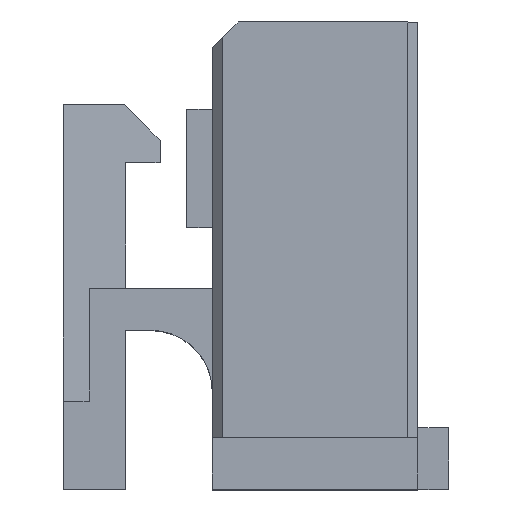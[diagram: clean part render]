
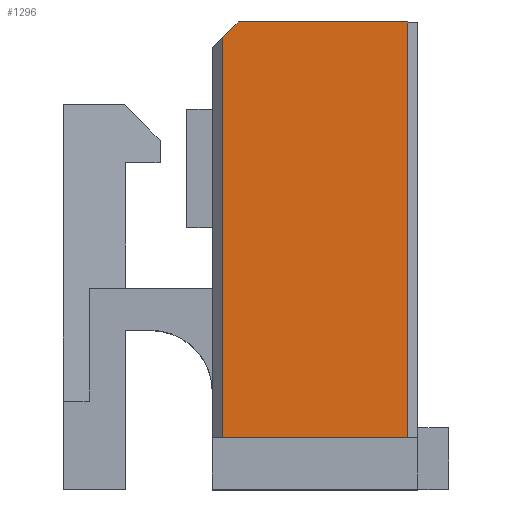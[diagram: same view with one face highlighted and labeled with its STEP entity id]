
A CAD part, top view. The second image highlights one B-rep face of the part: STEP entity #1296.
In plain terms, the highlighted planar face has unit normal (0, 0, 1).
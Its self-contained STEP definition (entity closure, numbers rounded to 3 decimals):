
#197 = ORIENTED_EDGE ( 'NONE', *, *, #3162, .F. ) ;
#383 = EDGE_CURVE ( 'NONE', #2055, #1359, #417, .T. ) ;
#417 = LINE ( 'NONE', #2464, #2690 ) ;
#576 = LINE ( 'NONE', #2154, #2400 ) ;
#635 = DIRECTION ( 'NONE',  ( -1., 0., 0. ) ) ;
#639 = CARTESIAN_POINT ( 'NONE',  ( 1.8, 4.55, 5.35 ) ) ;
#652 = VERTEX_POINT ( 'NONE', #1376 ) ;
#697 = ORIENTED_EDGE ( 'NONE', *, *, #1891, .T. ) ;
#1118 = DIRECTION ( 'NONE',  ( 0., -1., 0. ) ) ;
#1123 = VERTEX_POINT ( 'NONE', #639 ) ;
#1199 = ORIENTED_EDGE ( 'NONE', *, *, #3196, .F. ) ;
#1240 = DIRECTION ( 'NONE',  ( -0.707, -0.707, 0. ) ) ;
#1296 = ADVANCED_FACE ( 'NONE', ( #2893 ), #3133, .F. ) ;
#1359 = VERTEX_POINT ( 'NONE', #2652 ) ;
#1376 = CARTESIAN_POINT ( 'NONE',  ( -1.8, 4.25, 5.35 ) ) ;
#1392 = DIRECTION ( 'NONE',  ( 0., 1., 0. ) ) ;
#1430 = DIRECTION ( 'NONE',  ( -1., 0., 0. ) ) ;
#1674 = CARTESIAN_POINT ( 'NONE',  ( 1.8, 4.55, 5.35 ) ) ;
#1748 = CARTESIAN_POINT ( 'NONE',  ( -1.5, 4.55, 5.35 ) ) ;
#1876 = DIRECTION ( 'NONE',  ( 0., 0., -1. ) ) ;
#1891 = EDGE_CURVE ( 'NONE', #2429, #652, #2732, .T. ) ;
#2055 = VERTEX_POINT ( 'NONE', #2986 ) ;
#2154 = CARTESIAN_POINT ( 'NONE',  ( -1.8, -3.55, 5.35 ) ) ;
#2160 = LINE ( 'NONE', #1674, #2554 ) ;
#2161 = DIRECTION ( 'NONE',  ( 0., -1., 0. ) ) ;
#2178 = VECTOR ( 'NONE', #1240, 1000. ) ;
#2202 = ORIENTED_EDGE ( 'NONE', *, *, #383, .F. ) ;
#2325 = EDGE_LOOP ( 'NONE', ( #1199, #2202, #197, #3186, #697 ) ) ;
#2343 = EDGE_CURVE ( 'NONE', #1123, #2429, #2160, .T. ) ;
#2400 = VECTOR ( 'NONE', #1392, 1000. ) ;
#2404 = CARTESIAN_POINT ( 'NONE',  ( 1.8, 4.55, 5.35 ) ) ;
#2424 = LINE ( 'NONE', #2404, #3056 ) ;
#2429 = VERTEX_POINT ( 'NONE', #3231 ) ;
#2464 = CARTESIAN_POINT ( 'NONE',  ( 1.8, -3.55, 5.35 ) ) ;
#2554 = VECTOR ( 'NONE', #635, 1000. ) ;
#2629 = AXIS2_PLACEMENT_3D ( 'NONE', #2735, #1876, #2161 ) ;
#2652 = CARTESIAN_POINT ( 'NONE',  ( -1.8, -3.55, 5.35 ) ) ;
#2690 = VECTOR ( 'NONE', #1430, 1000. ) ;
#2732 = LINE ( 'NONE', #1748, #2178 ) ;
#2735 = CARTESIAN_POINT ( 'NONE',  ( 4., 5.191, 5.35 ) ) ;
#2893 = FACE_OUTER_BOUND ( 'NONE', #2325, .T. ) ;
#2986 = CARTESIAN_POINT ( 'NONE',  ( 1.8, -3.55, 5.35 ) ) ;
#3056 = VECTOR ( 'NONE', #1118, 1000. ) ;
#3133 = PLANE ( 'NONE',  #2629 ) ;
#3162 = EDGE_CURVE ( 'NONE', #1123, #2055, #2424, .T. ) ;
#3186 = ORIENTED_EDGE ( 'NONE', *, *, #2343, .T. ) ;
#3196 = EDGE_CURVE ( 'NONE', #1359, #652, #576, .T. ) ;
#3231 = CARTESIAN_POINT ( 'NONE',  ( -1.5, 4.55, 5.35 ) ) ;
